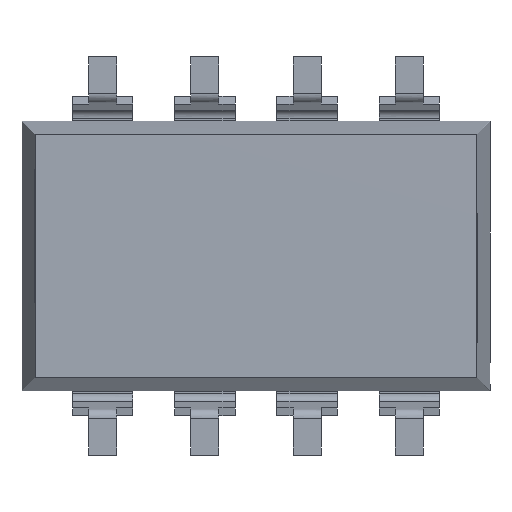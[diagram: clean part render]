
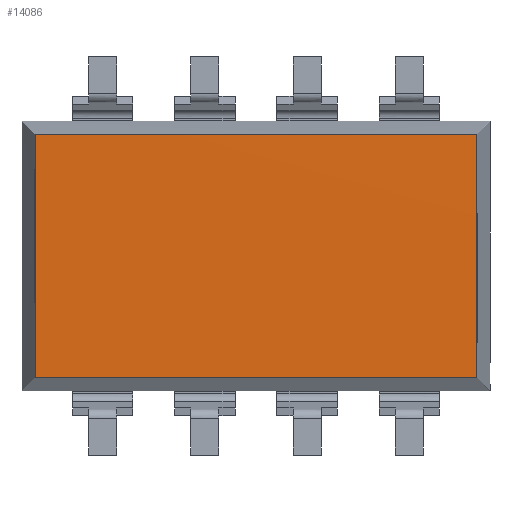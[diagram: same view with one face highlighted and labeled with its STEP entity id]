
A CAD part, front view. The second image highlights one B-rep face of the part: STEP entity #14086.
In plain terms, the highlighted planar face has unit normal (0, -1, 0).
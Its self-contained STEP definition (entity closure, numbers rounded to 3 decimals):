
#27 = CARTESIAN_POINT ( 'NONE',  ( 5.489, 0.005, -3.024 ) ) ;
#736 = VECTOR ( 'NONE', #14501, 1000. ) ;
#821 = VERTEX_POINT ( 'NONE', #2229 ) ;
#903 = LINE ( 'NONE', #8252, #13466 ) ;
#1085 = VECTOR ( 'NONE', #1319, 1000. ) ;
#1162 = EDGE_LOOP ( 'NONE', ( #3139, #8826, #14962, #13374 ) ) ;
#1319 = DIRECTION ( 'NONE',  ( 0., 0., 1. ) ) ;
#1451 = CARTESIAN_POINT ( 'NONE',  ( -5.489, 0.005, 3.024 ) ) ;
#1532 = LINE ( 'NONE', #14019, #5942 ) ;
#1629 = VERTEX_POINT ( 'NONE', #27 ) ;
#1741 = EDGE_CURVE ( 'NONE', #821, #1629, #1532, .T. ) ;
#2229 = CARTESIAN_POINT ( 'NONE',  ( 5.489, 0.005, 3.024 ) ) ;
#2520 = CARTESIAN_POINT ( 'NONE',  ( 0., 0., 0. ) ) ;
#2870 = EDGE_CURVE ( 'NONE', #8790, #821, #903, .T. ) ;
#3139 = ORIENTED_EDGE ( 'NONE', *, *, #14925, .F. ) ;
#3422 = AXIS2_PLACEMENT_3D ( 'NONE', #2520, #11888, #4903 ) ;
#4903 = DIRECTION ( 'NONE',  ( 0., 0., 1. ) ) ;
#5628 = CARTESIAN_POINT ( 'NONE',  ( -5.489, 0.005, -3.025 ) ) ;
#5942 = VECTOR ( 'NONE', #7117, 1000. ) ;
#7086 = DIRECTION ( 'NONE',  ( 1., 0., 0. ) ) ;
#7117 = DIRECTION ( 'NONE',  ( 0., 0., -1. ) ) ;
#7246 = VERTEX_POINT ( 'NONE', #5628 ) ;
#8011 = EDGE_CURVE ( 'NONE', #7246, #8790, #11512, .T. ) ;
#8252 = CARTESIAN_POINT ( 'NONE',  ( 0., 0., 3.021 ) ) ;
#8757 = CARTESIAN_POINT ( 'NONE',  ( 0., 0., -3.021 ) ) ;
#8790 = VERTEX_POINT ( 'NONE', #1451 ) ;
#8826 = ORIENTED_EDGE ( 'NONE', *, *, #1741, .F. ) ;
#9422 = CARTESIAN_POINT ( 'NONE',  ( -5.486, 0., 0. ) ) ;
#9555 = PLANE ( 'NONE',  #3422 ) ;
#10065 = LINE ( 'NONE', #8757, #736 ) ;
#11512 = LINE ( 'NONE', #9422, #1085 ) ;
#11888 = DIRECTION ( 'NONE',  ( 0., 1., 0. ) ) ;
#13374 = ORIENTED_EDGE ( 'NONE', *, *, #8011, .F. ) ;
#13466 = VECTOR ( 'NONE', #7086, 1000. ) ;
#14019 = CARTESIAN_POINT ( 'NONE',  ( 5.486, 0., 0. ) ) ;
#14052 = FACE_OUTER_BOUND ( 'NONE', #1162, .T. ) ;
#14086 = ADVANCED_FACE ( 'NONE', ( #14052 ), #9555, .F. ) ;
#14501 = DIRECTION ( 'NONE',  ( -1., 0., 0. ) ) ;
#14925 = EDGE_CURVE ( 'NONE', #1629, #7246, #10065, .T. ) ;
#14962 = ORIENTED_EDGE ( 'NONE', *, *, #2870, .F. ) ;
